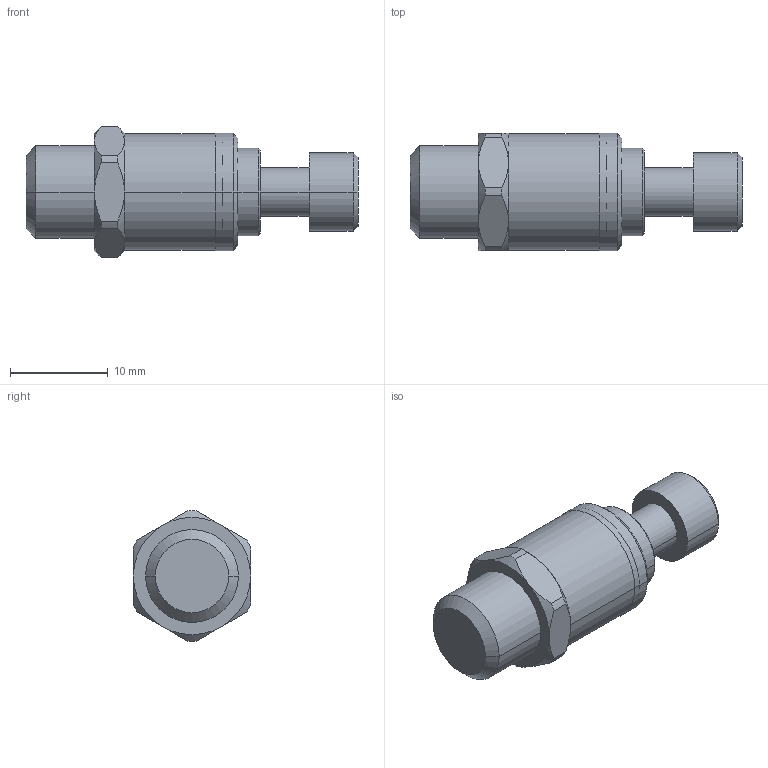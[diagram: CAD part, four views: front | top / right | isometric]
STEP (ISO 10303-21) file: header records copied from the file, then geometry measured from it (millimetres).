
FILE_DESCRIPTION (( 'STEP AP214' ), '1' );
FILE_NAME ('AZ-SVL2.STEP', '2018-08-27T12:06:36', ( '' ), ( '' ), 'SwSTEP 2.0', 'SolidWorks 2018', '' );
FILE_SCHEMA (( 'AUTOMOTIVE_DESIGN' ));
Length unit declared in the file: millimetre
Products named in the file (1): AZ-SVL2
Bounding box: 34 x 12 x 13.4 mm (x, y, z)
Volume: 2643 mm3; surface area: 1346.8 mm2
Topology: 1 solids, 1 shells, 53 faces, 114 edges, 68 vertices
Faces by surface type: cone 22, cylinder 18, plane 13
Entity records: 1680 total; most frequent: CARTESIAN_POINT 388, DIRECTION 254, ORIENTED_EDGE 228, EDGE_CURVE 114, AXIS2_PLACEMENT_3D 110, VERTEX_POINT 68, EDGE_LOOP 58, CIRCLE 56
